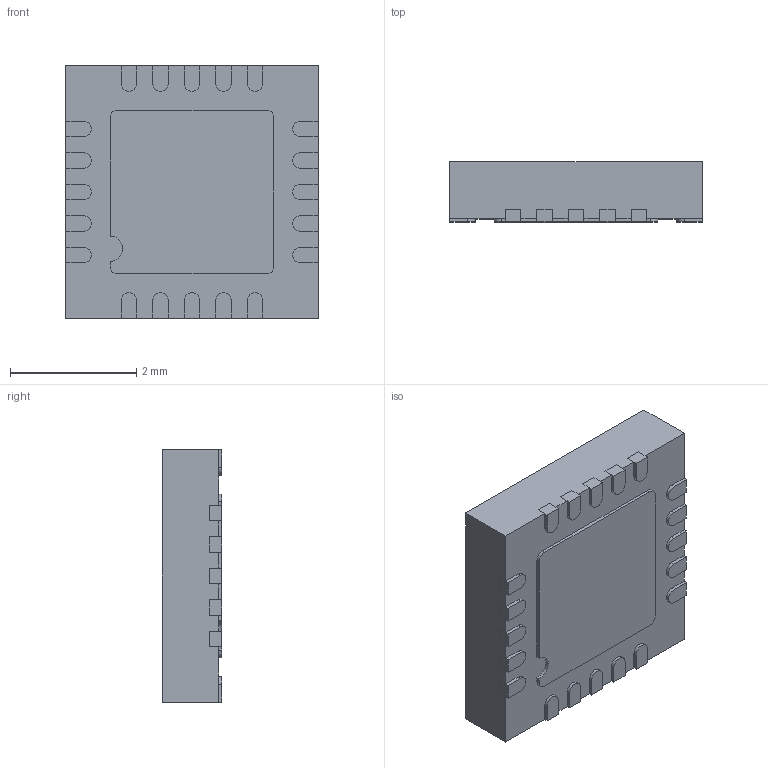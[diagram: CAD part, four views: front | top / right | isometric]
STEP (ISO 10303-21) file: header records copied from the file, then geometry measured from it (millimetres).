
FILE_DESCRIPTION (( 'STEP AP214' ), '1' );
FILE_NAME ('NRF24L01+.STEP', '2023-03-29T07:43:05', ( '' ), ( '' ), 'SwSTEP 2.0', 'SolidWorks 2021', '' );
FILE_SCHEMA (( 'AUTOMOTIVE_DESIGN' ));
Length unit declared in the file: millimetre
Products named in the file (1): NRF24L01+
Bounding box: 4 x 0.95 x 4 mm (x, y, z)
Volume: 14.8 mm3; surface area: 74.7 mm2
Topology: 23 solids, 23 shells, 246 faces, 594 edges, 396 vertices
Faces by surface type: plane 182, cylinder 64
Entity records: 7378 total; most frequent: CARTESIAN_POINT 1237, DIRECTION 1216, ORIENTED_EDGE 1188, EDGE_CURVE 594, LINE 466, VECTOR 466, VERTEX_POINT 396, AXIS2_PLACEMENT_3D 375
